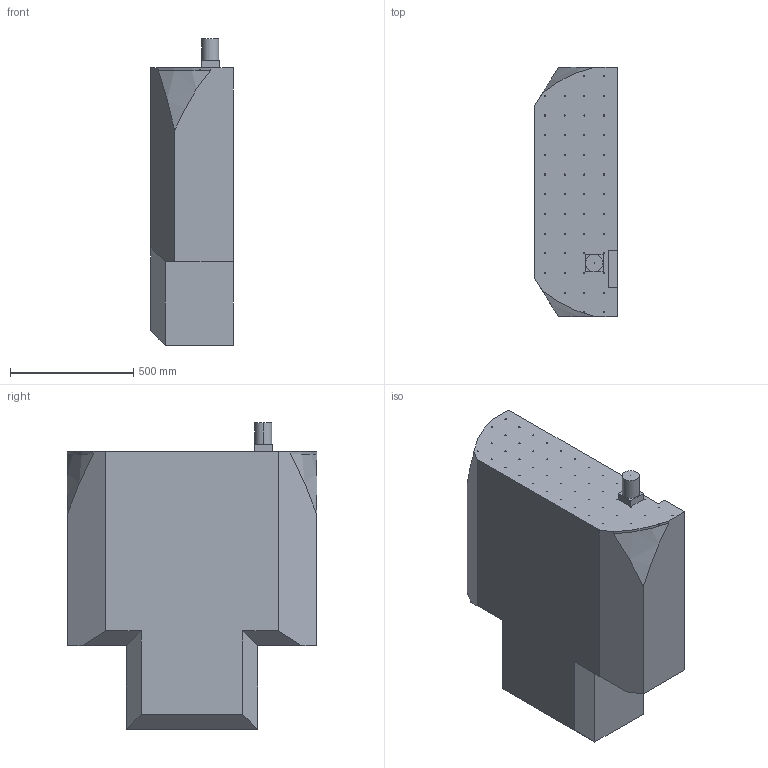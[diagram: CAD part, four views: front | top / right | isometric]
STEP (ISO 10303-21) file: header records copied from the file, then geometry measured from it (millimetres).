
FILE_DESCRIPTION (( 'STEP AP214' ), '1' );
FILE_NAME ('INST-0302.STEP', '2024-07-09T00:09:38', ( '' ), ( '' ), 'SwSTEP 2.0', 'SolidWorks 2023', '' );
FILE_SCHEMA (( 'AUTOMOTIVE_DESIGN' ));
Length unit declared in the file: millimetre
Products named in the file (4): INST-0302; STP_TMA_13_03_IFS_rayExporting_02_onaxis; STP_TMA_13_03_IFS_rayExporting_02_offaxis
Assembly tree (3 placements, depth 2):
  INST-0302
    INST-0302
    STP_TMA_13_03_IFS_rayExporting_02_offaxis
    STP_TMA_13_03_IFS_rayExporting_02_onaxis
Bounding box: 337.24 x 1013.15 x 1246.57 mm (x, y, z)
Volume: 314763472.8 mm3; surface area: 3232868.2 mm2
Topology: 5 solids, 5 shells, 198 faces, 413 edges, 274 vertices
Faces by surface type: plane 98, cylinder 97, bspline 3
Entity records: 6163 total; most frequent: CARTESIAN_POINT 1694, DIRECTION 955, ORIENTED_EDGE 826, EDGE_CURVE 413, AXIS2_PLACEMENT_3D 395, VERTEX_POINT 274, EDGE_LOOP 247, ADVANCED_FACE 198
